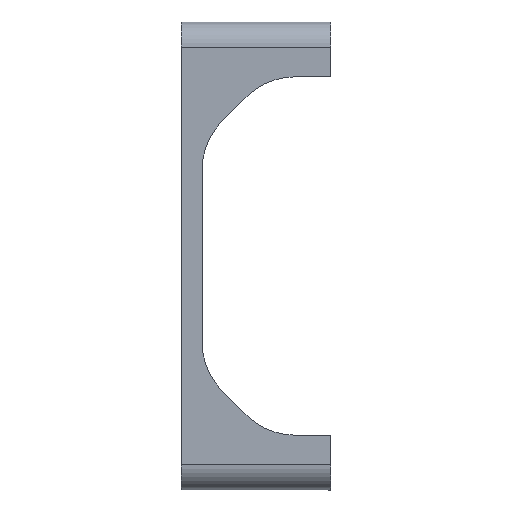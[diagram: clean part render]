
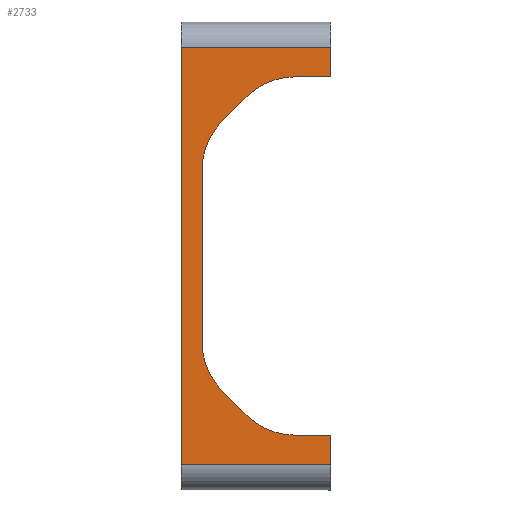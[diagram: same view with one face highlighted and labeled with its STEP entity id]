
A CAD part, left-side view. The second image highlights one B-rep face of the part: STEP entity #2733.
In plain terms, the highlighted planar face has unit normal (-1, 0, 0).
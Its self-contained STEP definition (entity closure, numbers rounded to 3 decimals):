
#42=PLANE($,#3086);
#75=LINE($,#4238,#249);
#86=LINE($,#4268,#260);
#91=LINE($,#4285,#265);
#98=LINE($,#4302,#272);
#129=LINE($,#4397,#303);
#132=LINE($,#4405,#306);
#147=LINE($,#4447,#321);
#210=LINE($,#4747,#384);
#211=LINE($,#4750,#385);
#212=LINE($,#4751,#386);
#249=VECTOR($,#3353,24.466);
#260=VECTOR($,#3376,4.726);
#265=VECTOR($,#3397,4.726);
#272=VECTOR($,#3414,5.058);
#303=VECTOR($,#3515,5.058);
#306=VECTOR($,#3524,4.22);
#321=VECTOR($,#3569,4.22);
#384=VECTOR($,#3946,21.4);
#385=VECTOR($,#3949,59.59);
#386=VECTOR($,#3950,21.4);
#725=FACE_OUTER_BOUND($,#924,.T.);
#924=EDGE_LOOP($,(#2441,#2442,#2443,#2444,#2445,#2446,#2447,#2448,#2449,
#2450,#2451,#2452,#2453,#2454));
#1061=CIRCLE($,#2860,10.);
#1063=CIRCLE($,#2864,10.);
#1065=CIRCLE($,#2868,10.);
#1067=CIRCLE($,#2872,10.);
#1289=VERTEX_POINT($,#4235);
#1290=VERTEX_POINT($,#4237);
#1299=VERTEX_POINT($,#4258);
#1300=VERTEX_POINT($,#4259);
#1303=VERTEX_POINT($,#4267);
#1305=VERTEX_POINT($,#4278);
#1307=VERTEX_POINT($,#4284);
#1309=VERTEX_POINT($,#4290);
#1312=VERTEX_POINT($,#4300);
#1341=VERTEX_POINT($,#4396);
#1343=VERTEX_POINT($,#4404);
#1355=VERTEX_POINT($,#4446);
#1435=VERTEX_POINT($,#4745);
#1436=VERTEX_POINT($,#4749);
#1565=EDGE_CURVE($,#1289,#1290,#75,.T.);
#1576=EDGE_CURVE($,#1299,#1300,#1061,.T.);
#1580=EDGE_CURVE($,#1303,#1299,#86,.T.);
#1583=EDGE_CURVE($,#1290,#1303,#1063,.T.);
#1586=EDGE_CURVE($,#1305,#1289,#1065,.T.);
#1589=EDGE_CURVE($,#1307,#1305,#91,.T.);
#1592=EDGE_CURVE($,#1309,#1307,#1067,.T.);
#1598=EDGE_CURVE($,#1309,#1312,#98,.T.);
#1645=EDGE_CURVE($,#1300,#1341,#129,.T.);
#1649=EDGE_CURVE($,#1341,#1343,#132,.T.);
#1670=EDGE_CURVE($,#1355,#1312,#147,.T.);
#1812=EDGE_CURVE($,#1435,#1355,#210,.T.);
#1813=EDGE_CURVE($,#1436,#1435,#211,.T.);
#1814=EDGE_CURVE($,#1436,#1343,#212,.T.);
#2441=ORIENTED_EDGE($,*,*,#1812,.F.);
#2442=ORIENTED_EDGE($,*,*,#1813,.F.);
#2443=ORIENTED_EDGE($,*,*,#1814,.T.);
#2444=ORIENTED_EDGE($,*,*,#1649,.F.);
#2445=ORIENTED_EDGE($,*,*,#1645,.F.);
#2446=ORIENTED_EDGE($,*,*,#1576,.F.);
#2447=ORIENTED_EDGE($,*,*,#1580,.F.);
#2448=ORIENTED_EDGE($,*,*,#1583,.F.);
#2449=ORIENTED_EDGE($,*,*,#1565,.F.);
#2450=ORIENTED_EDGE($,*,*,#1586,.F.);
#2451=ORIENTED_EDGE($,*,*,#1589,.F.);
#2452=ORIENTED_EDGE($,*,*,#1592,.F.);
#2453=ORIENTED_EDGE($,*,*,#1598,.T.);
#2454=ORIENTED_EDGE($,*,*,#1670,.F.);
#2733=ADVANCED_FACE($,(#725),#42,.T.);
#2860=AXIS2_PLACEMENT_3D($,#4260,#3368,#3369);
#2864=AXIS2_PLACEMENT_3D($,#4273,#3381,#3382);
#2868=AXIS2_PLACEMENT_3D($,#4279,#3390,#3391);
#2872=AXIS2_PLACEMENT_3D($,#4291,#3402,#3403);
#3086=AXIS2_PLACEMENT_3D($,#4748,#3947,#3948);
#3353=DIRECTION($,(0.,0.,-1.));
#3368=DIRECTION('center_axis',(-1.,0.,0.));
#3369=DIRECTION('ref_axis',(0.,0.707,-0.707));
#3376=DIRECTION($,(0.,-0.707,-0.707));
#3381=DIRECTION('center_axis',(-1.,0.,0.));
#3382=DIRECTION('ref_axis',(0.,1.,0.));
#3390=DIRECTION('center_axis',(-1.,0.,0.));
#3391=DIRECTION('ref_axis',(0.,0.707,0.707));
#3397=DIRECTION($,(0.,0.707,-0.707));
#3402=DIRECTION('center_axis',(-1.,0.,0.));
#3403=DIRECTION('ref_axis',(0.,0.,1.));
#3414=DIRECTION($,(0.,-1.,0.));
#3515=DIRECTION($,(0.,-1.,0.));
#3524=DIRECTION($,(0.,0.,-1.));
#3569=DIRECTION($,(0.,0.,-1.));
#3946=DIRECTION($,(0.,-1.,0.));
#3947=DIRECTION('center_axis',(-1.,0.,0.));
#3948=DIRECTION('ref_axis',(0.,0.,1.));
#3949=DIRECTION($,(0.,0.,1.));
#3950=DIRECTION($,(0.,-1.,0.));
#4235=CARTESIAN_POINT('',(-104.7,0.,48.618));
#4237=CARTESIAN_POINT('',(-104.7,0.,24.152));
#4238=CARTESIAN_POINT($,(-104.7,0.,66.18));
#4258=CARTESIAN_POINT('',(-104.7,-6.271,13.739));
#4259=CARTESIAN_POINT('',(-104.7,-13.342,10.81));
#4260=CARTESIAN_POINT('Origin',(-104.7,-13.342,20.81));
#4267=CARTESIAN_POINT('',(-104.7,-2.929,17.081));
#4268=CARTESIAN_POINT($,(-104.7,-2.929,17.081));
#4273=CARTESIAN_POINT('Origin',(-104.7,-10.,24.152));
#4278=CARTESIAN_POINT('',(-104.7,-2.929,55.689));
#4279=CARTESIAN_POINT('Origin',(-104.7,-10.,48.618));
#4284=CARTESIAN_POINT('',(-104.7,-6.271,59.031));
#4285=CARTESIAN_POINT($,(-104.7,-6.271,59.031));
#4290=CARTESIAN_POINT('',(-104.7,-13.342,61.96));
#4291=CARTESIAN_POINT('Origin',(-104.7,-13.342,51.96));
#4300=CARTESIAN_POINT('',(-104.7,-18.4,61.96));
#4302=CARTESIAN_POINT($,(-104.7,0.,61.96));
#4396=CARTESIAN_POINT('',(-104.7,-18.4,10.81));
#4397=CARTESIAN_POINT($,(-104.7,0.,10.81));
#4404=CARTESIAN_POINT('',(-104.7,-18.4,6.59));
#4405=CARTESIAN_POINT($,(-104.7,-18.4,66.18));
#4446=CARTESIAN_POINT('',(-104.7,-18.4,66.18));
#4447=CARTESIAN_POINT($,(-104.7,-18.4,66.18));
#4745=CARTESIAN_POINT('',(-104.7,3.,66.18));
#4747=CARTESIAN_POINT($,(-104.7,0.,66.18));
#4748=CARTESIAN_POINT('Origin',(-104.7,0.,6.59));
#4749=CARTESIAN_POINT('',(-104.7,3.,6.59));
#4750=CARTESIAN_POINT($,(-104.7,3.,66.18));
#4751=CARTESIAN_POINT($,(-104.7,0.,6.59));
